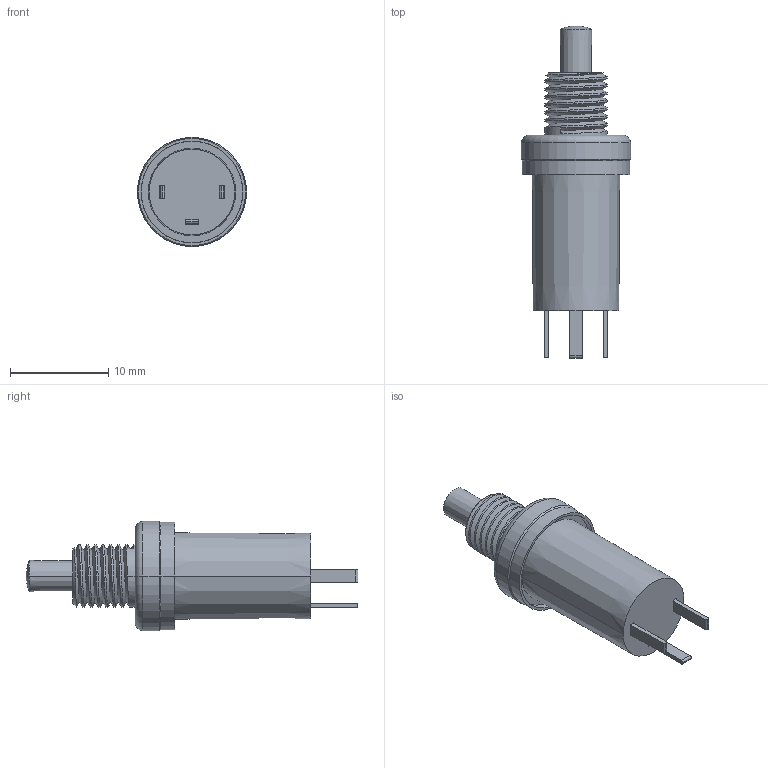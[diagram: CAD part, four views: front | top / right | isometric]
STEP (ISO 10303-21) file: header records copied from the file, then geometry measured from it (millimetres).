
FILE_DESCRIPTION((''),'2;1');
FILE_NAME('46-101_ASM','2015-01-23T',('gdreher'),(''),'PRO/ENGINEER BY PARAMETRIC TECHNOLOGY CORPORATION, 2011490','PRO/ENGINEER BY PARAMETRIC TECHNOLOGY CORPORATION, 2011490','');
FILE_SCHEMA(('CONFIG_CONTROL_DESIGN'));
Length unit declared in the file: inch
Products named in the file (7): 46C2014-0; 46Z1090-1; 46B2004; 46T2013-X; 46B2007; 46_BASE_ASM_ASM; 46-101_ASM
Assembly tree (8 placements, depth 3):
  46-101_ASM
    46C2014-0
    46Z1090-1
    46_BASE_ASM_ASM
      46B2004
      46T2013-X  x3
      46B2007
Bounding box: 11.1 x 33.76 x 11.1 mm (x, y, z)
Volume: 1189 mm3; surface area: 2347.2 mm2
Topology: 7 solids, 7 shells, 193 faces, 488 edges, 315 vertices
Faces by surface type: plane 116, cylinder 51, cone 10, torus 8, bspline 6, sphere 2
Entity records: 6370 total; most frequent: CARTESIAN_POINT 2543, DIRECTION 757, ORIENTED_EDGE 756, EDGE_CURVE 378, VECTOR 253, LINE 253, AXIS2_PLACEMENT_3D 252, VERTEX_POINT 243
